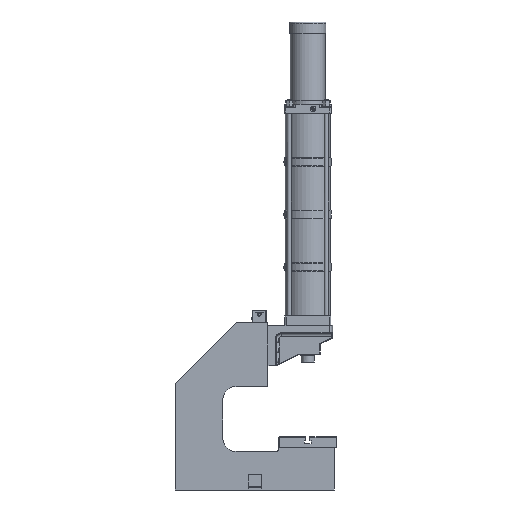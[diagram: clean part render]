
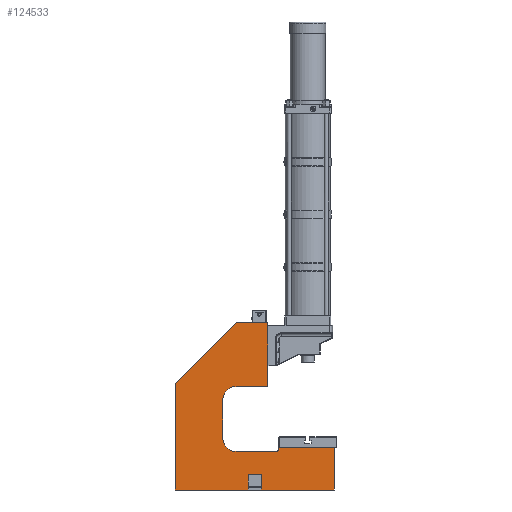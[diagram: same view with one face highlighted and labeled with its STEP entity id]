
A CAD part, left-side view. The second image highlights one B-rep face of the part: STEP entity #124533.
In plain terms, the highlighted face is planar.
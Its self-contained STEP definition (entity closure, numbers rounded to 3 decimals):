
#6420=LINE($,#176990,#17976);
#6546=LINE($,#177352,#18102);
#6650=LINE($,#177608,#18206);
#6657=LINE($,#177633,#18213);
#6663=LINE($,#177644,#18219);
#6664=LINE($,#177647,#18220);
#6665=LINE($,#177648,#18221);
#6666=LINE($,#177650,#18222);
#6667=LINE($,#177654,#18223);
#6668=LINE($,#177658,#18224);
#6669=LINE($,#177662,#18225);
#6670=LINE($,#177663,#18226);
#6671=LINE($,#177665,#18227);
#6672=LINE($,#177667,#18228);
#6673=LINE($,#177668,#18229);
#17976=VECTOR($,#143745,120.);
#18102=VECTOR($,#144045,210.);
#18206=VECTOR($,#144261,60.);
#18213=VECTOR($,#144288,50.);
#18219=VECTOR($,#144300,60.);
#18220=VECTOR($,#144303,275.);
#18221=VECTOR($,#144304,160.);
#18222=VECTOR($,#144305,5.);
#18223=VECTOR($,#144308,150.);
#18224=VECTOR($,#144311,145.);
#18225=VECTOR($,#144314,120.);
#18226=VECTOR($,#144315,240.);
#18227=VECTOR($,#144316,325.269);
#18228=VECTOR($,#144317,400.);
#18229=VECTOR($,#144318,275.);
#31386=PLANE($,#131404);
#37481=FACE_OUTER_BOUND($,#44358,.T.);
#44358=EDGE_LOOP($,(#91585,#91586,#91587,#91588,#91589,#91590,#91591,#91592,
#91593,#91594,#91595,#91596,#91597,#91598,#91599,#91600,#91601,#91602));
#50713=CIRCLE($,#131405,10.);
#50714=CIRCLE($,#131406,50.);
#50715=CIRCLE($,#131407,50.);
#55331=VERTEX_POINT($,#176987);
#55332=VERTEX_POINT($,#176989);
#55443=VERTEX_POINT($,#177345);
#55445=VERTEX_POINT($,#177351);
#55540=VERTEX_POINT($,#177605);
#55541=VERTEX_POINT($,#177607);
#55549=VERTEX_POINT($,#177632);
#55551=VERTEX_POINT($,#177640);
#55552=VERTEX_POINT($,#177646);
#55553=VERTEX_POINT($,#177649);
#55554=VERTEX_POINT($,#177651);
#55555=VERTEX_POINT($,#177653);
#55556=VERTEX_POINT($,#177655);
#55557=VERTEX_POINT($,#177657);
#55558=VERTEX_POINT($,#177659);
#55559=VERTEX_POINT($,#177661);
#55560=VERTEX_POINT($,#177664);
#55561=VERTEX_POINT($,#177666);
#68714=EDGE_CURVE($,#55331,#55332,#6420,.T.);
#68872=EDGE_CURVE($,#55443,#55445,#6546,.T.);
#69001=EDGE_CURVE($,#55541,#55540,#6650,.T.);
#69013=EDGE_CURVE($,#55549,#55541,#6657,.T.);
#69019=EDGE_CURVE($,#55551,#55549,#6663,.T.);
#69020=EDGE_CURVE($,#55552,#55540,#6664,.T.);
#69021=EDGE_CURVE($,#55445,#55552,#6665,.T.);
#69022=EDGE_CURVE($,#55553,#55443,#6666,.T.);
#69023=EDGE_CURVE($,#55554,#55553,#50713,.T.);
#69024=EDGE_CURVE($,#55555,#55554,#6667,.T.);
#69025=EDGE_CURVE($,#55556,#55555,#50714,.T.);
#69026=EDGE_CURVE($,#55557,#55556,#6668,.T.);
#69027=EDGE_CURVE($,#55558,#55557,#50715,.T.);
#69028=EDGE_CURVE($,#55559,#55558,#6669,.T.);
#69029=EDGE_CURVE($,#55332,#55559,#6670,.T.);
#69030=EDGE_CURVE($,#55560,#55331,#6671,.T.);
#69031=EDGE_CURVE($,#55561,#55560,#6672,.T.);
#69032=EDGE_CURVE($,#55551,#55561,#6673,.T.);
#91585=ORIENTED_EDGE($,*,*,#69019,.T.);
#91586=ORIENTED_EDGE($,*,*,#69013,.T.);
#91587=ORIENTED_EDGE($,*,*,#69001,.T.);
#91588=ORIENTED_EDGE($,*,*,#69020,.F.);
#91589=ORIENTED_EDGE($,*,*,#69021,.F.);
#91590=ORIENTED_EDGE($,*,*,#68872,.F.);
#91591=ORIENTED_EDGE($,*,*,#69022,.F.);
#91592=ORIENTED_EDGE($,*,*,#69023,.F.);
#91593=ORIENTED_EDGE($,*,*,#69024,.F.);
#91594=ORIENTED_EDGE($,*,*,#69025,.F.);
#91595=ORIENTED_EDGE($,*,*,#69026,.F.);
#91596=ORIENTED_EDGE($,*,*,#69027,.F.);
#91597=ORIENTED_EDGE($,*,*,#69028,.F.);
#91598=ORIENTED_EDGE($,*,*,#69029,.F.);
#91599=ORIENTED_EDGE($,*,*,#68714,.F.);
#91600=ORIENTED_EDGE($,*,*,#69030,.F.);
#91601=ORIENTED_EDGE($,*,*,#69031,.F.);
#91602=ORIENTED_EDGE($,*,*,#69032,.F.);
#124533=ADVANCED_FACE($,(#37481),#31386,.T.);
#131404=AXIS2_PLACEMENT_3D($,#177645,#144301,#144302);
#131405=AXIS2_PLACEMENT_3D($,#177652,#144306,#144307);
#131406=AXIS2_PLACEMENT_3D($,#177656,#144309,#144310);
#131407=AXIS2_PLACEMENT_3D($,#177660,#144312,#144313);
#143745=DIRECTION($,(1.,0.,0.));
#144045=DIRECTION($,(1.,0.,0.));
#144261=DIRECTION($,(0.,0.,-1.));
#144288=DIRECTION($,(1.,0.,0.));
#144300=DIRECTION($,(0.,0.,1.));
#144301=DIRECTION('center_axis',(0.,-1.,0.));
#144302=DIRECTION('ref_axis',(1.,0.,0.));
#144303=DIRECTION($,(-1.,0.,0.));
#144304=DIRECTION($,(0.,0.,-1.));
#144305=DIRECTION($,(0.,0.,1.));
#144306=DIRECTION('center_axis',(0.,-1.,0.));
#144307=DIRECTION('ref_axis',(0.707,0.,-0.707));
#144308=DIRECTION($,(1.,0.,0.));
#144309=DIRECTION('center_axis',(0.,-1.,0.));
#144310=DIRECTION('ref_axis',(-0.707,0.,-0.707));
#144311=DIRECTION($,(0.,0.,-1.));
#144312=DIRECTION('center_axis',(0.,-1.,0.));
#144313=DIRECTION('ref_axis',(-0.707,0.,0.707));
#144314=DIRECTION($,(-1.,0.,0.));
#144315=DIRECTION($,(0.,0.,-1.));
#144316=DIRECTION($,(0.707,0.,0.707));
#144317=DIRECTION($,(0.,0.,1.));
#144318=DIRECTION($,(-1.,0.,0.));
#176987=CARTESIAN_POINT('',(151.509,0.,500.863));
#176989=CARTESIAN_POINT('',(271.509,0.,500.863));
#176990=CARTESIAN_POINT($,(271.509,0.,500.863));
#177345=CARTESIAN_POINT('',(311.509,0.,30.863));
#177351=CARTESIAN_POINT('',(521.509,0.,30.863));
#177352=CARTESIAN_POINT($,(521.509,0.,30.863));
#177605=CARTESIAN_POINT('',(246.509,0.,-129.137));
#177607=CARTESIAN_POINT('',(246.509,0.,-69.137));
#177608=CARTESIAN_POINT($,(246.509,0.,2.44));
#177632=CARTESIAN_POINT('',(196.509,0.,-69.137));
#177633=CARTESIAN_POINT($,(199.698,0.,-69.137));
#177640=CARTESIAN_POINT('',(196.509,0.,-129.137));
#177644=CARTESIAN_POINT($,(196.509,0.,2.44));
#177645=CARTESIAN_POINT('Origin',(177.887,0.,114.434));
#177646=CARTESIAN_POINT('',(521.509,0.,-129.137));
#177647=CARTESIAN_POINT($,(-78.491,0.,-129.137));
#177648=CARTESIAN_POINT($,(521.509,0.,-129.137));
#177649=CARTESIAN_POINT('',(311.509,0.,25.863));
#177650=CARTESIAN_POINT($,(311.509,0.,30.863));
#177651=CARTESIAN_POINT('',(301.509,0.,15.863));
#177652=CARTESIAN_POINT('Origin',(301.509,0.,25.863));
#177653=CARTESIAN_POINT('',(151.509,0.,15.863));
#177654=CARTESIAN_POINT($,(311.509,0.,15.863));
#177655=CARTESIAN_POINT('',(101.509,0.,65.863));
#177656=CARTESIAN_POINT('Origin',(151.509,0.,65.863));
#177657=CARTESIAN_POINT('',(101.509,0.,210.863));
#177658=CARTESIAN_POINT($,(101.509,0.,15.863));
#177659=CARTESIAN_POINT('',(151.509,0.,260.863));
#177660=CARTESIAN_POINT('Origin',(151.509,0.,210.863));
#177661=CARTESIAN_POINT('',(271.509,0.,260.863));
#177662=CARTESIAN_POINT($,(101.509,0.,260.863));
#177663=CARTESIAN_POINT($,(271.509,0.,260.863));
#177664=CARTESIAN_POINT('',(-78.491,0.,270.863));
#177665=CARTESIAN_POINT($,(151.509,0.,500.863));
#177666=CARTESIAN_POINT('',(-78.491,0.,-129.137));
#177667=CARTESIAN_POINT($,(-78.491,0.,270.863));
#177668=CARTESIAN_POINT($,(-78.491,0.,-129.137));
